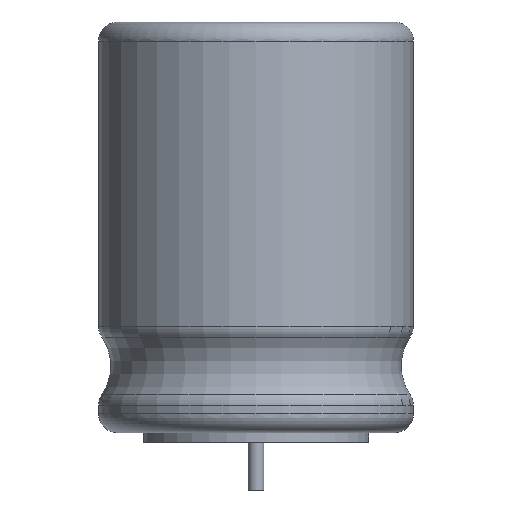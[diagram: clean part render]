
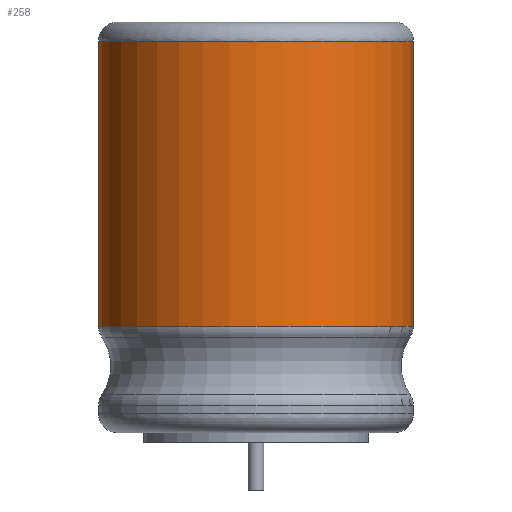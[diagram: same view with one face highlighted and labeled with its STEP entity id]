
A CAD part, left-side view. The second image highlights one B-rep face of the part: STEP entity #258.
In plain terms, the highlighted cylindrical face has radius 8.25 mm (diameter 16.5 mm), a partial arc.
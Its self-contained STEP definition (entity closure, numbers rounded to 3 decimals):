
#258=ADVANCED_FACE('',(#737),#739,.T.);
#737=FACE_BOUND('',#738,.T.);
#738=EDGE_LOOP('',(#1109,#1110,#1111,#1112));
#739=CYLINDRICAL_SURFACE('',#740,8.25);
#740=AXIS2_PLACEMENT_3D('',#741,#742,#743);
#741=CARTESIAN_POINT('',(0.,0.,6.071));
#742=DIRECTION('',(0.,-0.,1.));
#743=DIRECTION('',(1.,0.,0.));
#1109=ORIENTED_EDGE('',*,*,#1310,.T.);
#1110=ORIENTED_EDGE('',*,*,#1309,.F.);
#1111=ORIENTED_EDGE('',*,*,#1312,.F.);
#1112=ORIENTED_EDGE('',*,*,#1316,.T.);
#1309=EDGE_CURVE('',#1465,#1463,#1468,.T.);
#1310=EDGE_CURVE('',#1469,#1463,#1470,.T.);
#1312=EDGE_CURVE('',#1471,#1465,#1473,.T.);
#1316=EDGE_CURVE('',#1471,#1469,#1480,.T.);
#1463=VERTEX_POINT('',#1777);
#1465=VERTEX_POINT('',#1784);
#1468=CIRCLE('',#1795,8.25);
#1469=VERTEX_POINT('',#1799);
#1470=LINE('',#1800,#1801);
#1471=VERTEX_POINT('',#1803);
#1473=LINE('',#1808,#1809);
#1480=CIRCLE('',#1877,8.25);
#1777=CARTESIAN_POINT('',(7.561,-3.3,21.));
#1784=CARTESIAN_POINT('',(7.561,3.3,21.));
#1795=AXIS2_PLACEMENT_3D('',#1796,#1797,#1798);
#1796=CARTESIAN_POINT('',(0.,0.,21.));
#1797=DIRECTION('',(0.,-0.,1.));
#1798=DIRECTION('',(0.917,0.4,0.));
#1799=CARTESIAN_POINT('',(7.561,-3.3,6.071));
#1800=CARTESIAN_POINT('',(7.561,-3.3,6.071));
#1801=VECTOR('',#1802,1.);
#1802=DIRECTION('',(0.,0.,1.));
#1803=CARTESIAN_POINT('',(7.561,3.3,6.071));
#1808=CARTESIAN_POINT('',(7.561,3.3,6.071));
#1809=VECTOR('',#1810,1.);
#1810=DIRECTION('',(0.,0.,1.));
#1877=AXIS2_PLACEMENT_3D('',#1878,#1879,#1880);
#1878=CARTESIAN_POINT('',(0.,0.,6.071));
#1879=DIRECTION('',(0.,-0.,1.));
#1880=DIRECTION('',(0.917,0.4,0.));
